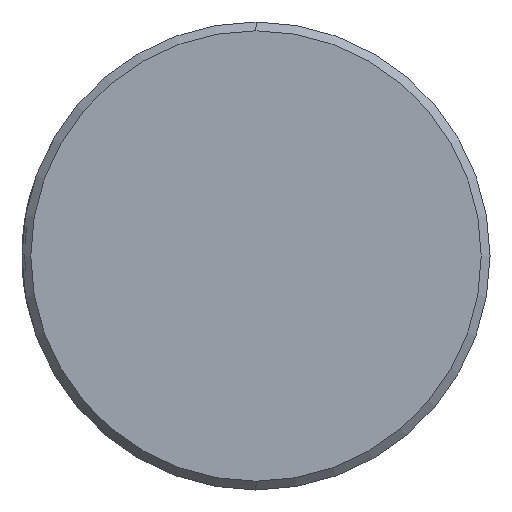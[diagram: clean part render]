
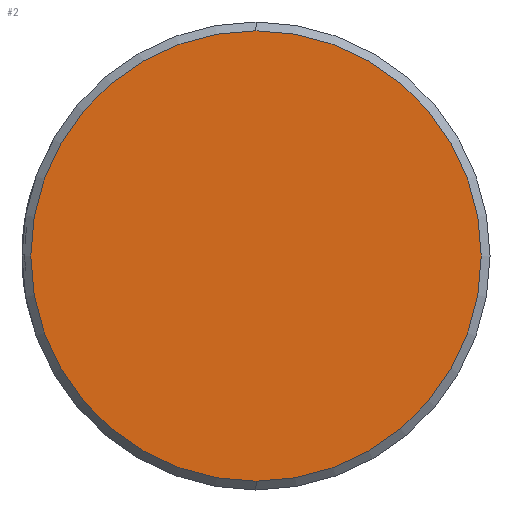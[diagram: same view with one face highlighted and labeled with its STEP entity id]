
A CAD part, left-side view. The second image highlights one B-rep face of the part: STEP entity #2.
In plain terms, the highlighted planar face has unit normal (-1, 0, 0).
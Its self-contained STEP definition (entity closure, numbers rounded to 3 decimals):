
#2 = ADVANCED_FACE ( 'NONE', ( #934 ), #256, .T. ) ;
#191 = CARTESIAN_POINT ( 'NONE',  ( -5., 0., 7.7 ) ) ;
#203 = VERTEX_POINT ( 'NONE', #675 ) ;
#241 = CARTESIAN_POINT ( 'NONE',  ( -5., 0., 0. ) ) ;
#256 = PLANE ( 'NONE',  #1147 ) ;
#326 = VERTEX_POINT ( 'NONE', #191 ) ;
#363 = EDGE_LOOP ( 'NONE', ( #443, #722 ) ) ;
#436 = EDGE_CURVE ( 'NONE', #326, #203, #863, .T. ) ;
#443 = ORIENTED_EDGE ( 'NONE', *, *, #995, .T. ) ;
#514 = CARTESIAN_POINT ( 'NONE',  ( -5., 0., 0. ) ) ;
#609 = DIRECTION ( 'NONE',  ( 0., 0., 1. ) ) ;
#675 = CARTESIAN_POINT ( 'NONE',  ( -5., 0., -7.7 ) ) ;
#722 = ORIENTED_EDGE ( 'NONE', *, *, #436, .T. ) ;
#774 = AXIS2_PLACEMENT_3D ( 'NONE', #514, #1221, #609 ) ;
#829 = AXIS2_PLACEMENT_3D ( 'NONE', #1174, #1136, #1133 ) ;
#863 = CIRCLE ( 'NONE', #829, 7.7 ) ;
#934 = FACE_OUTER_BOUND ( 'NONE', #363, .T. ) ;
#995 = EDGE_CURVE ( 'NONE', #203, #326, #1269, .T. ) ;
#1065 = DIRECTION ( 'NONE',  ( 0., 0., 1. ) ) ;
#1133 = DIRECTION ( 'NONE',  ( 0., 0., 1. ) ) ;
#1136 = DIRECTION ( 'NONE',  ( -1., 0., 0. ) ) ;
#1147 = AXIS2_PLACEMENT_3D ( 'NONE', #241, #1253, #1065 ) ;
#1174 = CARTESIAN_POINT ( 'NONE',  ( -5., 0., 0. ) ) ;
#1221 = DIRECTION ( 'NONE',  ( -1., 0., 0. ) ) ;
#1253 = DIRECTION ( 'NONE',  ( -1., 0., 0. ) ) ;
#1269 = CIRCLE ( 'NONE', #774, 7.7 ) ;
